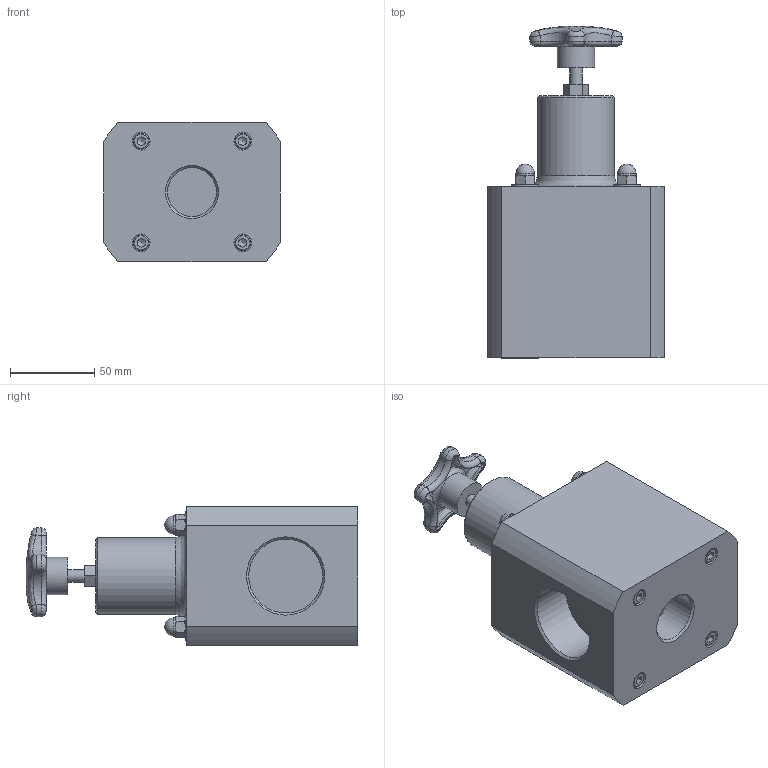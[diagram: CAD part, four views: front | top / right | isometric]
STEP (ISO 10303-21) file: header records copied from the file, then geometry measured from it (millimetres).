
FILE_DESCRIPTION((''),'2;1');
FILE_NAME('TVPR15-PVC-G_R0.ipt.stp','2017-04-04T12:14:05',(''),(''),'Autodesk Inventor 2009','Autodesk Inventor 2009','');
FILE_SCHEMA(('AUTOMOTIVE_DESIGN { 1 0 10303 214 1 1 1 1 }'));
Length unit declared in the file: inch
Products named in the file (1): TVPR15-PVC-G_R0
Bounding box: 104.78 x 196.84 x 82.55 mm (x, y, z)
Volume: 884021 mm3; surface area: 79212.6 mm2
Topology: 1 solids, 5 shells, 362 faces, 846 edges, 518 vertices
Faces by surface type: plane 153, bspline 105, cylinder 52, cone 20, sphere 17, torus 15
Full cylindrical faces by diameter (mm): 4.445 x4, 7.442 x1, 9.525 x4, 10.998 x4, 15.875 x4, 22.098 x1, 28.956 x1, 43.866 x2, 45.72 x1
Entity records: 14439 total; most frequent: CARTESIAN_POINT 6732, ORIENTED_EDGE 1570, DIRECTION 1416, EDGE_CURVE 785, AXIS2_PLACEMENT_3D 596, VERTEX_POINT 512, EDGE_LOOP 441, FACE_OUTER_BOUND 362
